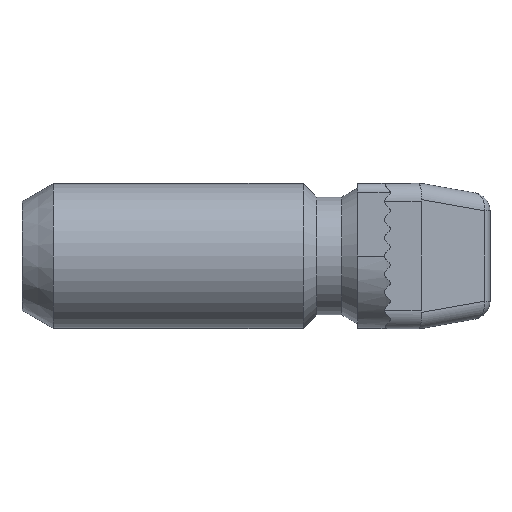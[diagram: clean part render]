
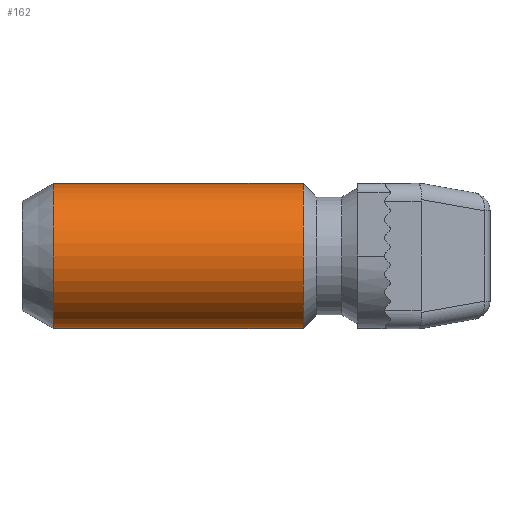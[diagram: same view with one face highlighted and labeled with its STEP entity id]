
A CAD part, left-side view. The second image highlights one B-rep face of the part: STEP entity #162.
In plain terms, the highlighted cylindrical face has radius 4 mm (diameter 8 mm), a partial arc.
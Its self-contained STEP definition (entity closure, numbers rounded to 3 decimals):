
#80 = DIRECTION ( 'NONE',  ( 0., -1., 0. ) ) ;
#116 = CARTESIAN_POINT ( 'NONE',  ( 0., 10.3, 4. ) ) ;
#162 = ADVANCED_FACE ( 'NONE', ( #3275 ), #5378, .T. ) ;
#312 = ORIENTED_EDGE ( 'NONE', *, *, #2586, .T. ) ;
#818 = DIRECTION ( 'NONE',  ( 0., -1., 0. ) ) ;
#1222 = EDGE_CURVE ( 'NONE', #4339, #4771, #2816, .T. ) ;
#1341 = ORIENTED_EDGE ( 'NONE', *, *, #3085, .F. ) ;
#1390 = VECTOR ( 'NONE', #7121, 1000. ) ;
#1606 = DIRECTION ( 'NONE',  ( 0., -1., 0. ) ) ;
#1650 = AXIS2_PLACEMENT_3D ( 'NONE', #5123, #1744, #5680 ) ;
#1696 = EDGE_LOOP ( 'NONE', ( #1341, #312, #3611, #4544 ) ) ;
#1744 = DIRECTION ( 'NONE',  ( 0., -1., 0. ) ) ;
#2586 = EDGE_CURVE ( 'NONE', #6830, #3939, #2984, .T. ) ;
#2816 = CIRCLE ( 'NONE', #4857, 4. ) ;
#2892 = LINE ( 'NONE', #7019, #1390 ) ;
#2984 = CIRCLE ( 'NONE', #1650, 4. ) ;
#3006 = CARTESIAN_POINT ( 'NONE',  ( 0., 24.068, -4. ) ) ;
#3085 = EDGE_CURVE ( 'NONE', #6830, #4339, #2892, .T. ) ;
#3105 = CARTESIAN_POINT ( 'NONE',  ( 0., 24.068, 4. ) ) ;
#3275 = FACE_OUTER_BOUND ( 'NONE', #1696, .T. ) ;
#3611 = ORIENTED_EDGE ( 'NONE', *, *, #6197, .T. ) ;
#3662 = LINE ( 'NONE', #5682, #5332 ) ;
#3938 = CARTESIAN_POINT ( 'NONE',  ( 0., 10.3, -4. ) ) ;
#3939 = VERTEX_POINT ( 'NONE', #3006 ) ;
#4209 = CARTESIAN_POINT ( 'NONE',  ( 0., 10.3, 0. ) ) ;
#4339 = VERTEX_POINT ( 'NONE', #116 ) ;
#4544 = ORIENTED_EDGE ( 'NONE', *, *, #1222, .F. ) ;
#4756 = DIRECTION ( 'NONE',  ( 0., 0., -1. ) ) ;
#4771 = VERTEX_POINT ( 'NONE', #3938 ) ;
#4857 = AXIS2_PLACEMENT_3D ( 'NONE', #4209, #818, #4756 ) ;
#5009 = DIRECTION ( 'NONE',  ( 0., 0., -1. ) ) ;
#5123 = CARTESIAN_POINT ( 'NONE',  ( 0., 24.068, 0. ) ) ;
#5332 = VECTOR ( 'NONE', #80, 1000. ) ;
#5378 = CYLINDRICAL_SURFACE ( 'NONE', #5645, 4. ) ;
#5645 = AXIS2_PLACEMENT_3D ( 'NONE', #6625, #1606, #5009 ) ;
#5680 = DIRECTION ( 'NONE',  ( 0., 0., -1. ) ) ;
#5682 = CARTESIAN_POINT ( 'NONE',  ( 0., 0., -4. ) ) ;
#6197 = EDGE_CURVE ( 'NONE', #3939, #4771, #3662, .T. ) ;
#6625 = CARTESIAN_POINT ( 'NONE',  ( 0., 0., 0. ) ) ;
#6830 = VERTEX_POINT ( 'NONE', #3105 ) ;
#7019 = CARTESIAN_POINT ( 'NONE',  ( 0., 0., 4. ) ) ;
#7121 = DIRECTION ( 'NONE',  ( 0., -1., 0. ) ) ;
